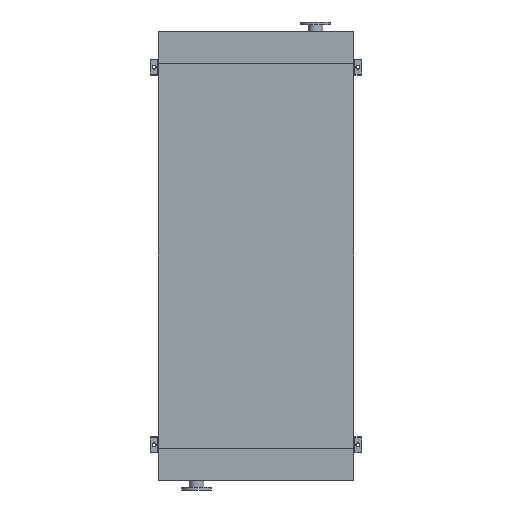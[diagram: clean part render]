
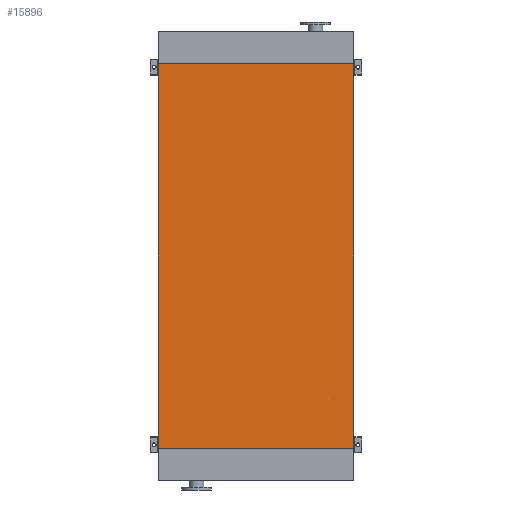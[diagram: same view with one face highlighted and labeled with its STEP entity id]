
A CAD part, front view. The second image highlights one B-rep face of the part: STEP entity #15896.
In plain terms, the highlighted planar face has unit normal (0, -1, 0).
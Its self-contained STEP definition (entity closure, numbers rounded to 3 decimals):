
#875 = EDGE_CURVE ( 'NONE', #6808, #2371, #8360, .T. ) ;
#907 = EDGE_CURVE ( 'NONE', #4165, #3142, #3303, .T. ) ;
#1300 = DIRECTION ( 'NONE',  ( 0., 0., -1. ) ) ;
#1307 = DIRECTION ( 'NONE',  ( 0., -1., 0. ) ) ;
#1353 = PLANE ( 'NONE',  #17754 ) ;
#1577 = CARTESIAN_POINT ( 'NONE',  ( -725., 0., -2850. ) ) ;
#1789 = EDGE_CURVE ( 'NONE', #2371, #3142, #13930, .T. ) ;
#2371 = VERTEX_POINT ( 'NONE', #6198 ) ;
#3036 = EDGE_CURVE ( 'NONE', #6808, #4165, #15272, .T. ) ;
#3142 = VERTEX_POINT ( 'NONE', #4709 ) ;
#3303 = LINE ( 'NONE', #7431, #10805 ) ;
#4165 = VERTEX_POINT ( 'NONE', #5689 ) ;
#4709 = CARTESIAN_POINT ( 'NONE',  ( 725., 0., 0. ) ) ;
#5245 = ORIENTED_EDGE ( 'NONE', *, *, #1789, .F. ) ;
#5639 = DIRECTION ( 'NONE',  ( 1., 0., 0. ) ) ;
#5644 = CARTESIAN_POINT ( 'NONE',  ( -725., 0., 0. ) ) ;
#5689 = CARTESIAN_POINT ( 'NONE',  ( 725., 0., -2850. ) ) ;
#6198 = CARTESIAN_POINT ( 'NONE',  ( -725., 0., 0. ) ) ;
#6583 = DIRECTION ( 'NONE',  ( 0., 0., 1. ) ) ;
#6659 = DIRECTION ( 'NONE',  ( 0., 0., 1. ) ) ;
#6772 = ORIENTED_EDGE ( 'NONE', *, *, #907, .T. ) ;
#6808 = VERTEX_POINT ( 'NONE', #14977 ) ;
#7231 = ORIENTED_EDGE ( 'NONE', *, *, #3036, .T. ) ;
#7431 = CARTESIAN_POINT ( 'NONE',  ( 725., 0., -2850. ) ) ;
#7914 = ORIENTED_EDGE ( 'NONE', *, *, #875, .F. ) ;
#8112 = EDGE_LOOP ( 'NONE', ( #5245, #7914, #7231, #6772 ) ) ;
#8360 = LINE ( 'NONE', #8458, #14475 ) ;
#8458 = CARTESIAN_POINT ( 'NONE',  ( -725., 0., -2850. ) ) ;
#10066 = DIRECTION ( 'NONE',  ( 1., 0., 0. ) ) ;
#10565 = VECTOR ( 'NONE', #5639, 1000. ) ;
#10728 = CARTESIAN_POINT ( 'NONE',  ( -725., 0., -2850. ) ) ;
#10805 = VECTOR ( 'NONE', #6583, 1000. ) ;
#12193 = VECTOR ( 'NONE', #10066, 1000. ) ;
#13930 = LINE ( 'NONE', #5644, #10565 ) ;
#14475 = VECTOR ( 'NONE', #6659, 1000. ) ;
#14977 = CARTESIAN_POINT ( 'NONE',  ( -725., 0., -2850. ) ) ;
#15272 = LINE ( 'NONE', #10728, #12193 ) ;
#15896 = ADVANCED_FACE ( 'NONE', ( #16118 ), #1353, .T. ) ;
#16118 = FACE_OUTER_BOUND ( 'NONE', #8112, .T. ) ;
#17754 = AXIS2_PLACEMENT_3D ( 'NONE', #1577, #1307, #1300 ) ;
